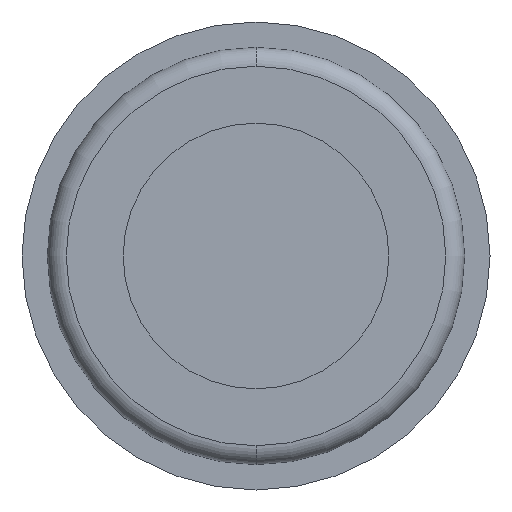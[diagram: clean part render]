
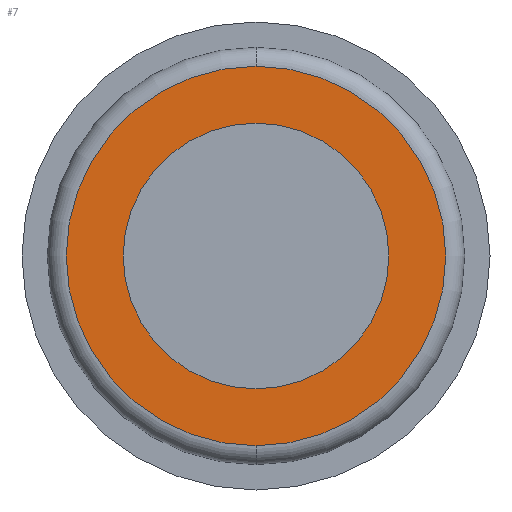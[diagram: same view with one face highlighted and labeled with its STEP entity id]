
A CAD part, front view. The second image highlights one B-rep face of the part: STEP entity #7.
In plain terms, the highlighted planar face has unit normal (0, -1, 0).
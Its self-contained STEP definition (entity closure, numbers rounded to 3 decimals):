
#7 = ADVANCED_FACE ( 'NONE', ( #93, #98 ), #321, .F. ) ;
#67 = CIRCLE ( 'NONE', #169, 10.5 ) ;
#75 = CIRCLE ( 'NONE', #191, 15. ) ;
#77 = CIRCLE ( 'NONE', #185, 10.5 ) ;
#93 = FACE_OUTER_BOUND ( 'NONE', #200, .T. ) ;
#98 = FACE_BOUND ( 'NONE', #201, .T. ) ;
#100 = AXIS2_PLACEMENT_3D ( 'NONE', #322, #323, #324 ) ;
#169 = AXIS2_PLACEMENT_3D ( 'NONE', #567, #568, #569 ) ;
#176 = AXIS2_PLACEMENT_3D ( 'NONE', #558, #559, #560 ) ;
#185 = AXIS2_PLACEMENT_3D ( 'NONE', #606, #607, #608 ) ;
#191 = AXIS2_PLACEMENT_3D ( 'NONE', #600, #604, #605 ) ;
#200 = EDGE_LOOP ( 'NONE', ( #257, #260 ) ) ;
#201 = EDGE_LOOP ( 'NONE', ( #258, #262 ) ) ;
#220 = VERTEX_POINT ( 'NONE', #517 ) ;
#227 = VERTEX_POINT ( 'NONE', #523 ) ;
#230 = VERTEX_POINT ( 'NONE', #526 ) ;
#240 = VERTEX_POINT ( 'NONE', #536 ) ;
#257 = ORIENTED_EDGE ( 'NONE', *, *, #745, .T. ) ;
#258 = ORIENTED_EDGE ( 'NONE', *, *, #746, .T. ) ;
#260 = ORIENTED_EDGE ( 'NONE', *, *, #348, .T. ) ;
#262 = ORIENTED_EDGE ( 'NONE', *, *, #370, .T. ) ;
#321 = PLANE ( 'NONE',  #100 ) ;
#322 = CARTESIAN_POINT ( 'NONE',  ( 16.5, 0., 0. ) ) ;
#323 = DIRECTION ( 'NONE',  ( 0., 1., 0. ) ) ;
#324 = DIRECTION ( 'NONE',  ( 0., 0., 1. ) ) ;
#348 = EDGE_CURVE ( 'NONE', #220, #240, #721, .T. ) ;
#370 = EDGE_CURVE ( 'NONE', #230, #227, #67, .T. ) ;
#517 = CARTESIAN_POINT ( 'NONE',  ( 0., 0., -15. ) ) ;
#523 = CARTESIAN_POINT ( 'NONE',  ( 0., 0., 10.5 ) ) ;
#526 = CARTESIAN_POINT ( 'NONE',  ( 0., 0., -10.5 ) ) ;
#536 = CARTESIAN_POINT ( 'NONE',  ( 0., 0., 15. ) ) ;
#558 = CARTESIAN_POINT ( 'NONE',  ( 0., 0., 0. ) ) ;
#559 = DIRECTION ( 'NONE',  ( 0., -1., 0. ) ) ;
#560 = DIRECTION ( 'NONE',  ( 0., 0., 1. ) ) ;
#567 = CARTESIAN_POINT ( 'NONE',  ( 0., 0., 0. ) ) ;
#568 = DIRECTION ( 'NONE',  ( 0., 1., 0. ) ) ;
#569 = DIRECTION ( 'NONE',  ( 0., 0., 1. ) ) ;
#600 = CARTESIAN_POINT ( 'NONE',  ( 0., 0., 0. ) ) ;
#604 = DIRECTION ( 'NONE',  ( 0., -1., 0. ) ) ;
#605 = DIRECTION ( 'NONE',  ( 0., 0., 1. ) ) ;
#606 = CARTESIAN_POINT ( 'NONE',  ( 0., 0., 0. ) ) ;
#607 = DIRECTION ( 'NONE',  ( 0., 1., 0. ) ) ;
#608 = DIRECTION ( 'NONE',  ( 0., 0., 1. ) ) ;
#721 = CIRCLE ( 'NONE', #176, 15. ) ;
#745 = EDGE_CURVE ( 'NONE', #240, #220, #75, .T. ) ;
#746 = EDGE_CURVE ( 'NONE', #227, #230, #77, .T. ) ;
